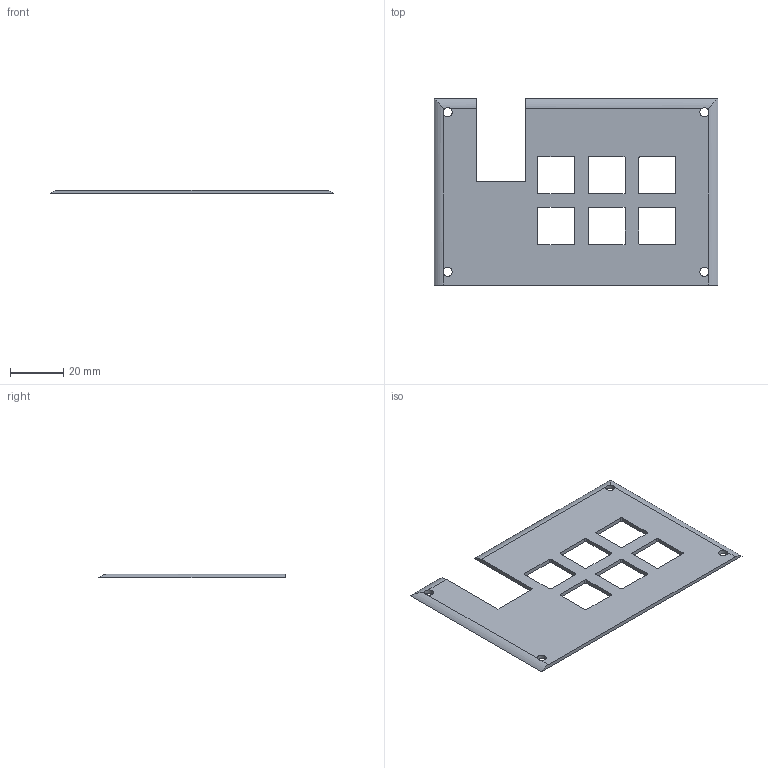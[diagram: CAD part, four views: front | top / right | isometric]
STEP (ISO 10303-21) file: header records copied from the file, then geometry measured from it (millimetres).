
FILE_DESCRIPTION(/* description */ (''),/* implementation_level */ '2;1');
FILE_NAME(/* name */ 'ee5d96ce-efd1-473c-8048-223d9618d73b.stp',/* time_stamp */ '2025-06-28T03:06:56Z',/* author */ (''),/* organization */ (''),/* preprocessor_version */ 'ST-DEVELOPER v20.1',/* originating_system */ 'Autodesk Translation Framework v14.10.0.0',/* authorisation */ '');
FILE_SCHEMA (('AUTOMOTIVE_DESIGN { 1 0 10303 214 3 1 1 }'));
Length unit declared in the file: millimetre
Products named in the file (1): 2025-06-16-20-42-07-261
Bounding box: 106.55 x 70.05 x 1.5 mm (x, y, z)
Volume: 8145 mm3; surface area: 12284.3 mm2
Topology: 1 solids, 1 shells, 64 faces, 198 edges, 132 vertices
Faces by surface type: cylinder 32, plane 32
Full cylindrical faces by diameter (mm): 3.4 x4
Entity records: 2341 total; most frequent: CARTESIAN_POINT 451, ORIENTED_EDGE 396, DIRECTION 386, EDGE_CURVE 198, VERTEX_POINT 132, AXIS2_PLACEMENT_3D 131, LINE 124, VECTOR 124
